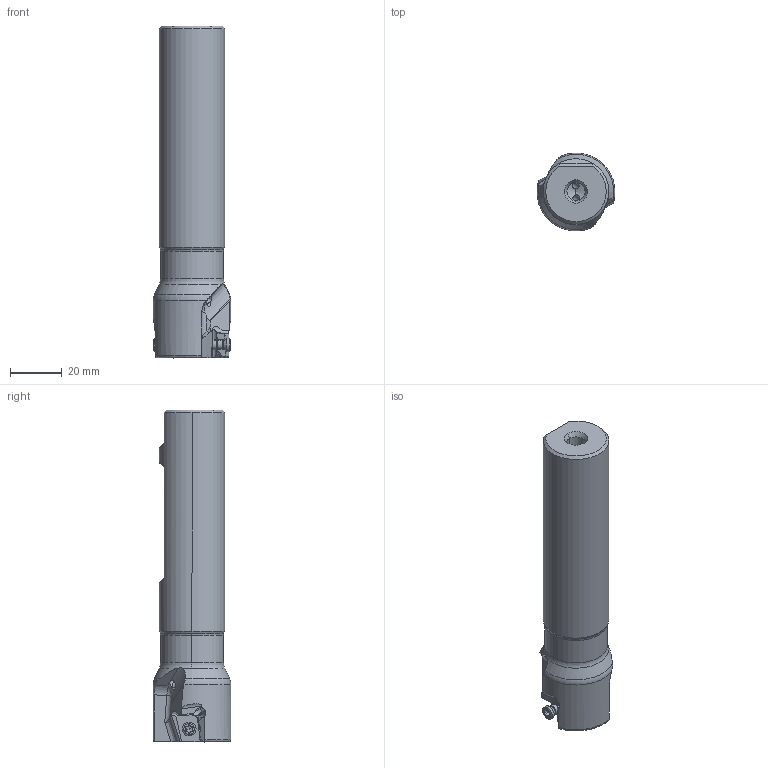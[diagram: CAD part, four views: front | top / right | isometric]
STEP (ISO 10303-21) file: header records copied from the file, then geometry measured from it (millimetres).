
FILE_DESCRIPTION(/* description */ (''),/* implementation_level */ '2;1');
FILE_NAME(/* name */ 'VPX300UR2002FA16S.stp',/* time_stamp */ '2025-07-08T15:59:12+09:00',/* author */ (''),/* organization */ (''),/* preprocessor_version */ 'ST-DEVELOPER v18.101',/* originating_system */ 'SIEMENS PLM Software NX 2011',/* authorisation */ '');
FILE_SCHEMA (('AUTOMOTIVE_DESIGN { 1 0 10303 214 3 1 1 1 }'));
Length unit declared in the file: millimetre
Products named in the file (1): VPX300UR2002FA16S_ASM
Bounding box: 30.15 x 30.12 x 128.57 mm (x, y, z)
Volume: 61116.6 mm3; surface area: 14673.2 mm2
Topology: 3 solids, 3 shells, 232 faces, 674 edges, 449 vertices
Faces by surface type: cylinder 96, plane 65, cone 35, torus 22, extrusion 8, sphere 4, bspline 2
Entity records: 9254 total; most frequent: CARTESIAN_POINT 3269, ORIENTED_EDGE 1324, DIRECTION 1128, EDGE_CURVE 662, AXIS2_PLACEMENT_3D 454, VERTEX_POINT 444, EDGE_LOOP 244, B_SPLINE_CURVE_WITH_KNOTS 240
